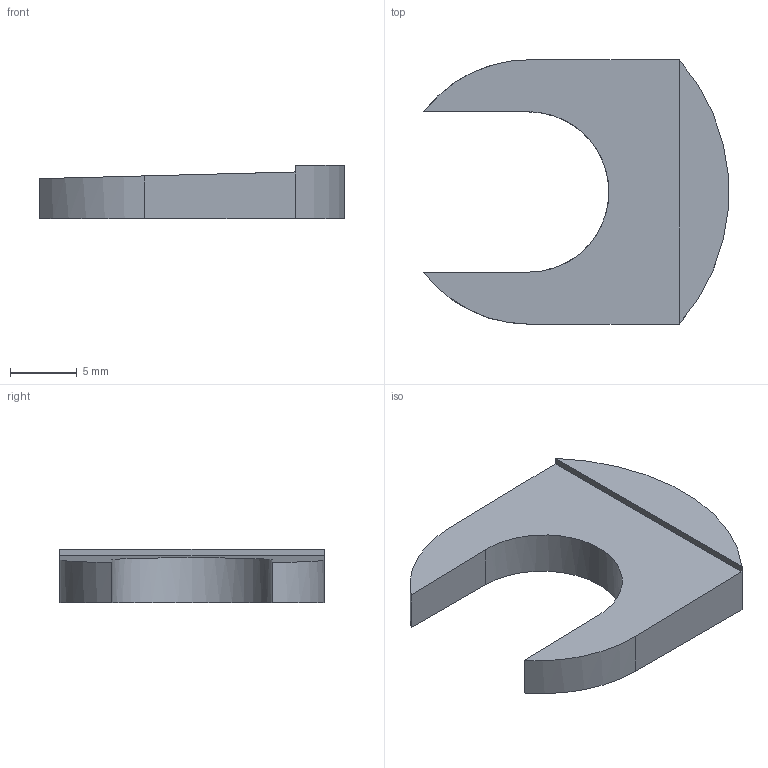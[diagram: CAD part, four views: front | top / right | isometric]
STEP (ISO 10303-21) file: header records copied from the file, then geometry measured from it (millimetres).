
FILE_DESCRIPTION(/* description */ (''),/* implementation_level */ '2;1');
FILE_NAME(/* name */ '30_Cube_Syringepump_NEMA_captive_syringelocker_v3.ipt.step',/* time_stamp */ '2022-11-29T08:18:38+01:00',/* author */ ('Prakash Lab'),/* organization */ (''),/* preprocessor_version */ 'ST-DEVELOPER v18.1',/* originating_system */ 'Autodesk Inventor 2022',/* authorisation */ '');
FILE_SCHEMA (('AUTOMOTIVE_DESIGN { 1 0 10303 214 3 1 1 }'));
Length unit declared in the file: inch
Products named in the file (1): 30_Cube_Syringepump_NEMA_captive_syringelocker_v3
Bounding box: 22.83 x 19.8 x 4 mm (x, y, z)
Volume: 899.6 mm3; surface area: 859.7 mm2
Topology: 1 solids, 1 shells, 12 faces, 28 edges, 18 vertices
Faces by surface type: plane 8, cylinder 4
Entity records: 387 total; most frequent: DIRECTION 62, CARTESIAN_POINT 59, ORIENTED_EDGE 56, EDGE_CURVE 28, AXIS2_PLACEMENT_3D 21, LINE 20, VECTOR 20, VERTEX_POINT 18
